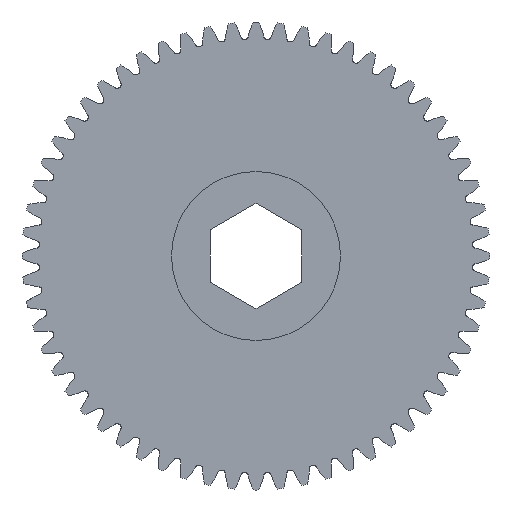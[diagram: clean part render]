
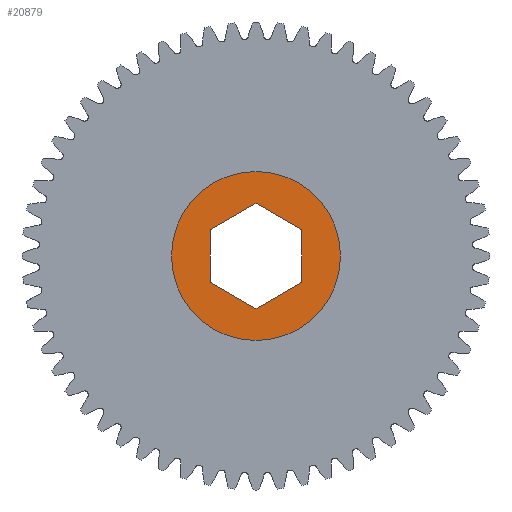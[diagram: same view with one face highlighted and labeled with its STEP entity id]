
A CAD part, left-side view. The second image highlights one B-rep face of the part: STEP entity #20879.
In plain terms, the highlighted planar face has unit normal (-1, 0, 0).
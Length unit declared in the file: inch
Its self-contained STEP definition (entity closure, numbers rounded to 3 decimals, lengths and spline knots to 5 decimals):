
#268 = CARTESIAN_POINT ( 'NONE',  ( -0.249, 0., -0.21824 ) ) ;
#526 = EDGE_CURVE ( 'NONE', #562, #10802, #10974, .T. ) ;
#562 = VERTEX_POINT ( 'NONE', #3522 ) ;
#656 = VERTEX_POINT ( 'NONE', #19852 ) ;
#1433 = AXIS2_PLACEMENT_3D ( 'NONE', #7793, #20194, #7872 ) ;
#1675 = VECTOR ( 'NONE', #8319, 39.37008 ) ;
#2511 = CARTESIAN_POINT ( 'NONE',  ( -0.249, 0., 0. ) ) ;
#2589 = PLANE ( 'NONE',  #7541 ) ;
#3024 = CARTESIAN_POINT ( 'NONE',  ( -0.249, -0.189, 0.10912 ) ) ;
#3522 = CARTESIAN_POINT ( 'NONE',  ( -0.249, 0., -0.35 ) ) ;
#3586 = DIRECTION ( 'NONE',  ( 0., -0.866, 0.5 ) ) ;
#3749 = DIRECTION ( 'NONE',  ( 0., 0., -1. ) ) ;
#3968 = CARTESIAN_POINT ( 'NONE',  ( -0.249, 0., 0.21824 ) ) ;
#4009 = AXIS2_PLACEMENT_3D ( 'NONE', #14274, #21384, #3749 ) ;
#4792 = VERTEX_POINT ( 'NONE', #9522 ) ;
#5511 = ORIENTED_EDGE ( 'NONE', *, *, #6177, .T. ) ;
#5697 = EDGE_CURVE ( 'NONE', #10802, #562, #17216, .T. ) ;
#6010 = DIRECTION ( 'NONE',  ( 0., 0., -1. ) ) ;
#6177 = EDGE_CURVE ( 'NONE', #13513, #4792, #13335, .T. ) ;
#6874 = EDGE_LOOP ( 'NONE', ( #7169, #9967 ) ) ;
#6948 = LINE ( 'NONE', #21933, #14389 ) ;
#7169 = ORIENTED_EDGE ( 'NONE', *, *, #5697, .F. ) ;
#7541 = AXIS2_PLACEMENT_3D ( 'NONE', #2511, #7932, #6010 ) ;
#7793 = CARTESIAN_POINT ( 'NONE',  ( -0.249, 0., 0. ) ) ;
#7872 = DIRECTION ( 'NONE',  ( 0., 0., -1. ) ) ;
#7932 = DIRECTION ( 'NONE',  ( 1., 0., 0. ) ) ;
#8319 = DIRECTION ( 'NONE',  ( 0., 0., 1. ) ) ;
#9522 = CARTESIAN_POINT ( 'NONE',  ( -0.249, 0.189, 0.10912 ) ) ;
#9739 = LINE ( 'NONE', #12193, #11676 ) ;
#9967 = ORIENTED_EDGE ( 'NONE', *, *, #526, .F. ) ;
#9986 = VECTOR ( 'NONE', #3586, 39.37008 ) ;
#10004 = ORIENTED_EDGE ( 'NONE', *, *, #13624, .T. ) ;
#10325 = VECTOR ( 'NONE', #21612, 39.37008 ) ;
#10448 = VERTEX_POINT ( 'NONE', #3968 ) ;
#10528 = CARTESIAN_POINT ( 'NONE',  ( -0.249, 0., 0.35 ) ) ;
#10799 = LINE ( 'NONE', #21144, #9986 ) ;
#10802 = VERTEX_POINT ( 'NONE', #10528 ) ;
#10877 = FACE_BOUND ( 'NONE', #17488, .T. ) ;
#10974 = CIRCLE ( 'NONE', #4009, 0.35 ) ;
#11049 = DIRECTION ( 'NONE',  ( 0., 0.866, -0.5 ) ) ;
#11676 = VECTOR ( 'NONE', #13970, 39.37008 ) ;
#11765 = CARTESIAN_POINT ( 'NONE',  ( -0.249, 0.189, -0.10912 ) ) ;
#12186 = CARTESIAN_POINT ( 'NONE',  ( -0.249, 0.189, -0.10912 ) ) ;
#12193 = CARTESIAN_POINT ( 'NONE',  ( -0.249, 0., 0.21824 ) ) ;
#12671 = VERTEX_POINT ( 'NONE', #13816 ) ;
#13176 = ORIENTED_EDGE ( 'NONE', *, *, #16442, .T. ) ;
#13335 = LINE ( 'NONE', #12186, #1675 ) ;
#13513 = VERTEX_POINT ( 'NONE', #11765 ) ;
#13624 = EDGE_CURVE ( 'NONE', #10448, #656, #9739, .T. ) ;
#13816 = CARTESIAN_POINT ( 'NONE',  ( -0.249, -0.189, -0.10912 ) ) ;
#13970 = DIRECTION ( 'NONE',  ( 0., -0.866, -0.5 ) ) ;
#14235 = EDGE_CURVE ( 'NONE', #656, #12671, #18866, .T. ) ;
#14274 = CARTESIAN_POINT ( 'NONE',  ( -0.249, 0., 0. ) ) ;
#14389 = VECTOR ( 'NONE', #11049, 39.37008 ) ;
#16116 = EDGE_CURVE ( 'NONE', #4792, #10448, #10799, .T. ) ;
#16442 = EDGE_CURVE ( 'NONE', #12671, #20463, #6948, .T. ) ;
#17013 = CARTESIAN_POINT ( 'NONE',  ( -0.249, 0., -0.21824 ) ) ;
#17190 = VECTOR ( 'NONE', #20665, 39.37008 ) ;
#17216 = CIRCLE ( 'NONE', #1433, 0.35 ) ;
#17278 = FACE_OUTER_BOUND ( 'NONE', #6874, .T. ) ;
#17488 = EDGE_LOOP ( 'NONE', ( #18287, #10004, #19048, #13176, #20072, #5511 ) ) ;
#18287 = ORIENTED_EDGE ( 'NONE', *, *, #16116, .T. ) ;
#18866 = LINE ( 'NONE', #3024, #17190 ) ;
#19048 = ORIENTED_EDGE ( 'NONE', *, *, #14235, .T. ) ;
#19852 = CARTESIAN_POINT ( 'NONE',  ( -0.249, -0.189, 0.10912 ) ) ;
#20072 = ORIENTED_EDGE ( 'NONE', *, *, #20842, .T. ) ;
#20194 = DIRECTION ( 'NONE',  ( 1., 0., 0. ) ) ;
#20463 = VERTEX_POINT ( 'NONE', #17013 ) ;
#20665 = DIRECTION ( 'NONE',  ( 0., 0., -1. ) ) ;
#20842 = EDGE_CURVE ( 'NONE', #20463, #13513, #20866, .T. ) ;
#20866 = LINE ( 'NONE', #268, #10325 ) ;
#20879 = ADVANCED_FACE ( 'NONE', ( #10877, #17278 ), #2589, .F. ) ;
#21144 = CARTESIAN_POINT ( 'NONE',  ( -0.249, 0.189, 0.10912 ) ) ;
#21384 = DIRECTION ( 'NONE',  ( 1., 0., 0. ) ) ;
#21612 = DIRECTION ( 'NONE',  ( 0., 0.866, 0.5 ) ) ;
#21933 = CARTESIAN_POINT ( 'NONE',  ( -0.249, -0.189, -0.10912 ) ) ;
